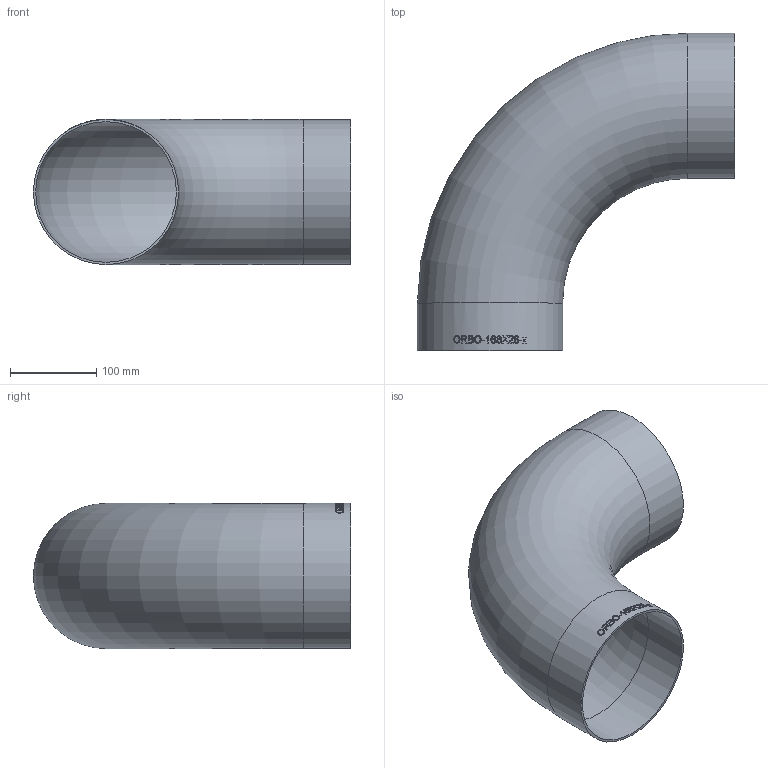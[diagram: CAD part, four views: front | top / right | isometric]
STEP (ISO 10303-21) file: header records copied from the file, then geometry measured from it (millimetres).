
FILE_DESCRIPTION (( 'STEP AP214' ), '1' );
FILE_NAME ('ORBO-168X26-x Bogen orbital Iso 2004.STEP', '2020-04-09T11:21:30', ( '' ), ( '' ), 'SwSTEP 2.0', 'SolidWorks 2019', '' );
FILE_SCHEMA (( 'AUTOMOTIVE_DESIGN' ));
Length unit declared in the file: millimetre
Products named in the file (1): ORBO-168X26-x Bogen orbital Iso 2004
Bounding box: 367.65 x 367.65 x 168.3 mm (x, y, z)
Volume: 634342 mm3; surface area: 490923.9 mm2
Topology: 1 solids, 1 shells, 191 faces, 498 edges, 331 vertices
Faces by surface type: bspline 119, plane 44, cylinder 26, torus 2
Full cylindrical faces by diameter (mm): 163.1 x2, 168.3 x2
Entity records: 33304 total; most frequent: CARTESIAN_POINT 27717, ORIENTED_EDGE 982, EDGE_CURVE 491, B_SPLINE_CURVE_WITH_KNOTS 374, VERTEX_POINT 330, DIRECTION 327, EDGE_LOOP 221, FACE_OUTER_BOUND 197
